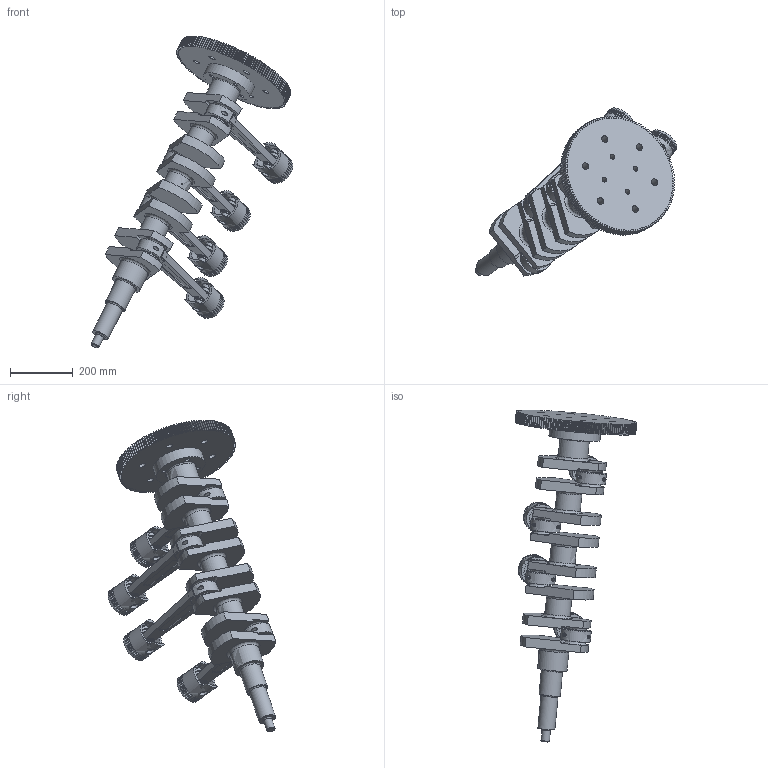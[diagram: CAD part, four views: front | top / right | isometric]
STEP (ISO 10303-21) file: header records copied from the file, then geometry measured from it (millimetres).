
FILE_DESCRIPTION(('FreeCAD Model'),'2;1');
FILE_NAME('Open CASCADE Shape Model','2025-05-04T17:21:47',('FreeCAD'),( 'FreeCAD'),'Open CASCADE STEP processor 7.6','FreeCAD','Unknown');
FILE_SCHEMA(('AUTOMOTIVE_DESIGN { 1 0 10303 214 1 1 1 1 }'));
Products named in the file (1): Open CASCADE STEP translator 7.6 1
Bounding box: 640.37 x 534.04 x 991.29 mm (x, y, z)
Volume: 16205903.2 mm3; surface area: 1660757.2 mm2
Topology: 18 solids, 18 shells, 1066 faces, 2944 edges, 1965 vertices
Faces by surface type: bspline 1066
Entity records: 36443 total; most frequent: CARTESIAN_POINT 20630, ORIENTED_EDGE 5880, EDGE_CURVE 2940, VERTEX_POINT 1965, B_SPLINE_CURVE_WITH_KNOTS 1265, FACE_BOUND 1201, EDGE_LOOP 1201, ADVANCED_FACE 1066
